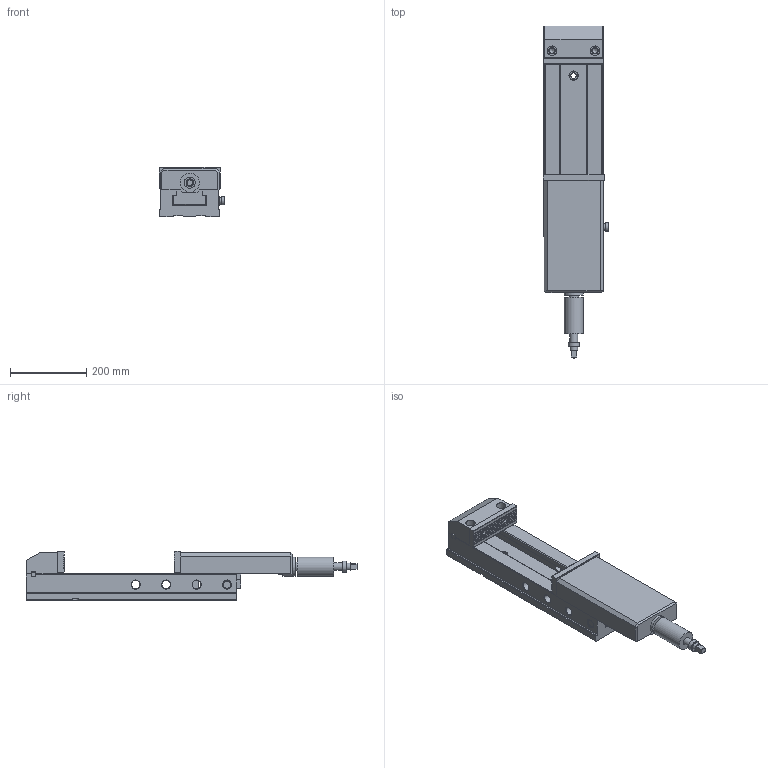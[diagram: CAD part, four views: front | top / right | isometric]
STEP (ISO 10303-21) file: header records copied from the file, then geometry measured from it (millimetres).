
FILE_DESCRIPTION(/* description */ (''),/* implementation_level */ '2;1');
FILE_NAME(/* name */ '31_160H_Mordaza.stp',/* time_stamp */ '2014-05-28T08:59:58+02:00',/* author */ (''),/* organization */ (''),/* preprocessor_version */ 'ST-DEVELOPER v15',/* originating_system */ 'SIEMENS PLM Software NX 9.0',/* authorisation */ '');
FILE_SCHEMA (('CONFIG_CONTROL_DESIGN'));
Length unit declared in the file: millimetre
Products named in the file (1): 31_160H_Mordaza
Bounding box: 173 x 872 x 129 mm (x, y, z)
Volume: 7274421 mm3; surface area: 814645.4 mm2
Topology: 14 solids, 14 shells, 478 faces, 1255 edges, 827 vertices
Faces by surface type: plane 311, cylinder 94, cone 43, torus 30
Full cylindrical faces by diameter (mm): 5.188 x8, 6.985 x4, 8.782 x2, 9 x4, 10 x1, 11 x2, 12.376 x2, 14 x4, 14.376 x2, 15 x4, 17 x4, 19.8 x1, 19.9 x1, 20 x1, 20.2 x1, 20.5 x1, 22 x14, 24 x1, 25 x4, 26.3 x1, 29 x1, 29.5 x1, 32 x1, 32.1 x1, 32.5 x1, 36 x2, 37 x1, 38 x1, 40 x2, 41 x1
Entity records: 14183 total; most frequent: CARTESIAN_POINT 3062, DIRECTION 2213, ORIENTED_EDGE 2086, EDGE_CURVE 1043, VERTEX_POINT 774, AXIS2_PLACEMENT_3D 759, EDGE_LOOP 704, LINE 695
